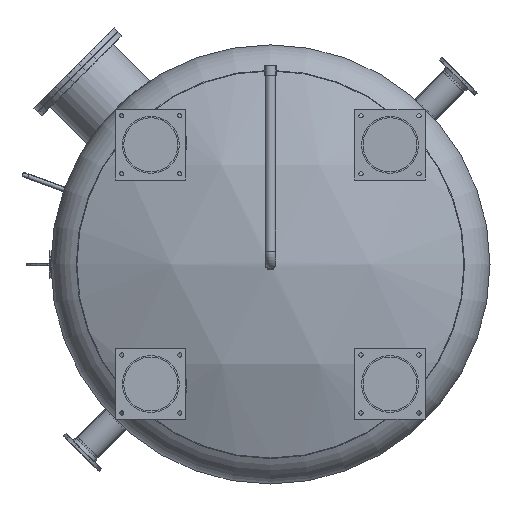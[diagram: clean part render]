
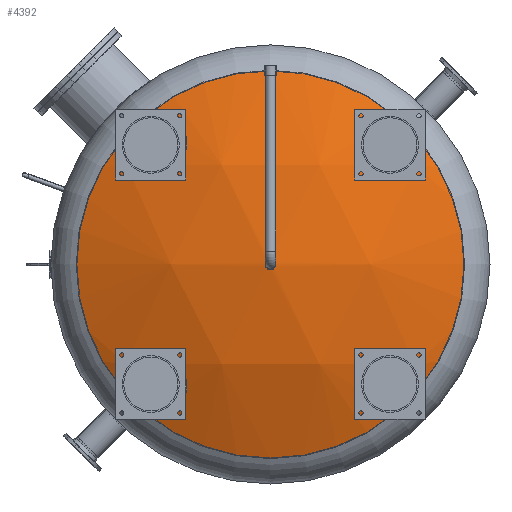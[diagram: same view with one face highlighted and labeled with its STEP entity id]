
A CAD part, front view. The second image highlights one B-rep face of the part: STEP entity #4392.
In plain terms, the highlighted spherical face has radius 2508.3 mm.
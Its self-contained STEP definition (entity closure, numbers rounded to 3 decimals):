
#403=FACE_BOUND('',#845,.T.);
#575=SPHERICAL_SURFACE('',#5125,2508.3);
#603=FACE_OUTER_BOUND('',#844,.T.);
#844=EDGE_LOOP('',(#3043,#3044));
#845=EDGE_LOOP('',(#3045));
#1718=CIRCLE('',#5116,30.15);
#1720=CIRCLE('',#5119,1105.547);
#1721=CIRCLE('',#5120,1105.547);
#2007=VERTEX_POINT('',#7152);
#2009=VERTEX_POINT('',#7158);
#2010=VERTEX_POINT('',#7159);
#2421=EDGE_CURVE('',#2007,#2007,#1718,.T.);
#2424=EDGE_CURVE('',#2009,#2010,#1720,.T.);
#2425=EDGE_CURVE('',#2010,#2009,#1721,.T.);
#3043=ORIENTED_EDGE('',*,*,#2424,.T.);
#3044=ORIENTED_EDGE('',*,*,#2425,.T.);
#3045=ORIENTED_EDGE('',*,*,#2421,.T.);
#4392=ADVANCED_FACE('',(#603,#403),#575,.T.);
#5116=AXIS2_PLACEMENT_3D('',#7153,#5745,#5746);
#5119=AXIS2_PLACEMENT_3D('',#7160,#5752,#5753);
#5120=AXIS2_PLACEMENT_3D('',#7161,#5754,#5755);
#5125=AXIS2_PLACEMENT_3D('',#7169,#5764,#5765);
#5745=DIRECTION('center_axis',(0.,-1.,0.));
#5746=DIRECTION('ref_axis',(1.,0.,0.));
#5752=DIRECTION('center_axis',(0.,1.,0.));
#5753=DIRECTION('ref_axis',(-1.,0.,0.));
#5754=DIRECTION('center_axis',(0.,1.,0.));
#5755=DIRECTION('ref_axis',(-1.,0.,0.));
#5764=DIRECTION('center_axis',(0.,0.,1.));
#5765=DIRECTION('ref_axis',(1.,0.,0.));
#7152=CARTESIAN_POINT('',(-30.15,521.292,0.));
#7153=CARTESIAN_POINT('Origin',(0.,521.292,0.));
#7158=CARTESIAN_POINT('',(-1105.547,264.692,0.));
#7159=CARTESIAN_POINT('',(0.,264.692,-1105.547));
#7160=CARTESIAN_POINT('Origin',(0.,264.692,
0.));
#7161=CARTESIAN_POINT('Origin',(0.,264.692,
0.));
#7169=CARTESIAN_POINT('Origin',(0.,-1986.827,0.));
